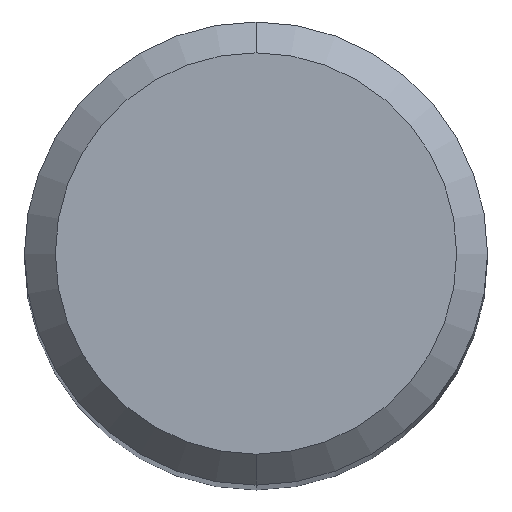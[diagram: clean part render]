
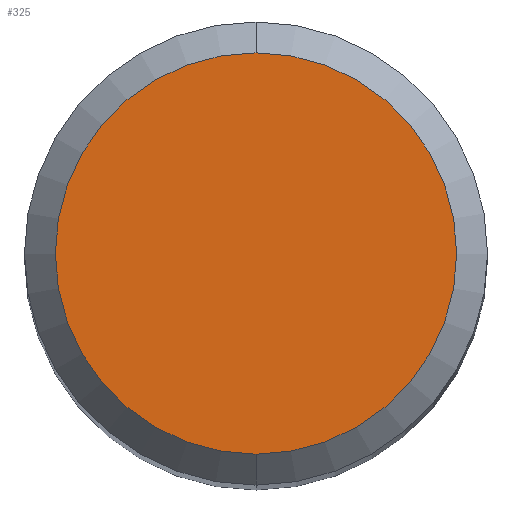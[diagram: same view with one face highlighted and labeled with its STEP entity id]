
A CAD part, top view. The second image highlights one B-rep face of the part: STEP entity #325.
In plain terms, the highlighted planar face has unit normal (0, 0, 1).
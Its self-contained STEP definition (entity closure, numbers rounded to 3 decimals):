
#191=EDGE_CURVE('',#341,#385,#486,.T.);
#223=EDGE_CURVE('',#385,#341,#518,.T.);
#325=ADVANCED_FACE('',(#628),#629,.T.);
#341=VERTEX_POINT('',#645);
#385=VERTEX_POINT('',#695);
#486=CIRCLE('',#847,2.6);
#518=CIRCLE('',#906,2.6);
#628=FACE_OUTER_BOUND('',#1100,.T.);
#629=PLANE('',#1101);
#645=CARTESIAN_POINT('',(0.0,2.6,0.0));
#695=CARTESIAN_POINT('',(0.,-2.6,0.0));
#847=AXIS2_PLACEMENT_3D('',#1419,#1420,#1421);
#906=AXIS2_PLACEMENT_3D('',#1433,#1434,#1435);
#1100=EDGE_LOOP('',(#1536,#1537));
#1101=AXIS2_PLACEMENT_3D('',#1538,#1539,#1540);
#1419=CARTESIAN_POINT('',(0.0,0.0,0.0));
#1420=DIRECTION('',(0.0,0.0,-1.0));
#1421=DIRECTION('',(0.0,1.0,0.0));
#1433=CARTESIAN_POINT('',(0.0,0.0,0.0));
#1434=DIRECTION('',(0.0,0.0,-1.0));
#1435=DIRECTION('',(0.0,1.0,0.0));
#1536=ORIENTED_EDGE('',*,*,#191,.F.);
#1537=ORIENTED_EDGE('',*,*,#223,.F.);
#1538=CARTESIAN_POINT('',(0.0,1.3,0.0));
#1539=DIRECTION('',(-0.0,0.0,1.0));
#1540=DIRECTION('',(0.0,-1.0,0.0));
